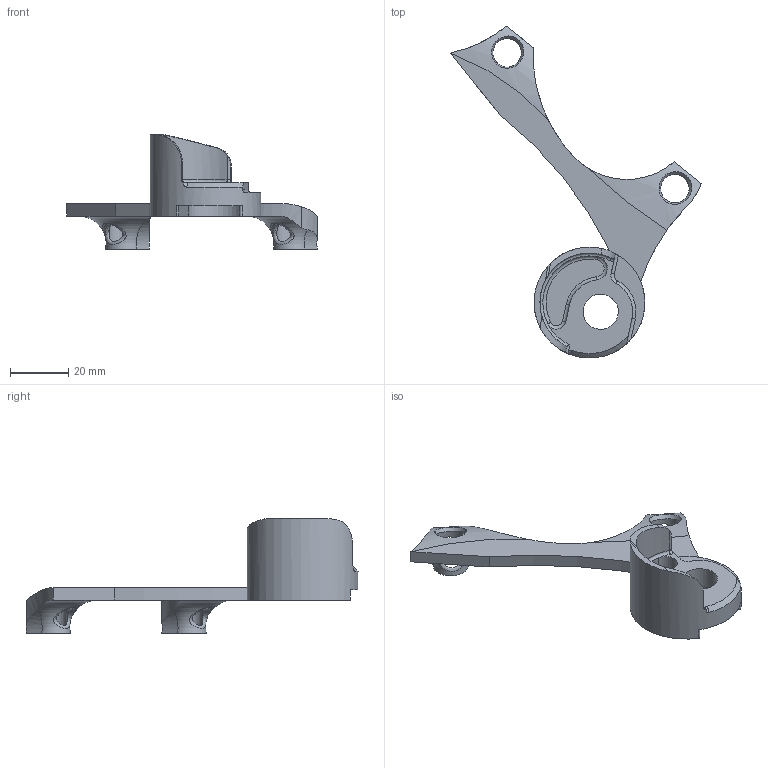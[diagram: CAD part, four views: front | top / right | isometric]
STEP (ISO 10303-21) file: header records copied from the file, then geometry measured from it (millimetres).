
FILE_DESCRIPTION (( 'STEP AP214' ), '1' );
FILE_NAME ('BK0016.STEP', '2013-09-23T19:23:28', ( '' ), ( '' ), 'SwSTEP 2.0', 'SolidWorks 2012', '' );
FILE_SCHEMA (( 'AUTOMOTIVE_DESIGN' ));
Length unit declared in the file: millimetre
Products named in the file (3): BK0016; DR0065L
Assembly tree (2 placements, depth 2):
  BK0016
    DR0065L
    BK0016
Bounding box: 86.1 x 114.1 x 39.34 mm (x, y, z)
Volume: 17989.2 mm3; surface area: 11726.5 mm2
Topology: 2 solids, 2 shells, 84 faces, 223 edges, 143 vertices
Faces by surface type: cylinder 39, plane 22, torus 12, bspline 7, cone 4
Full cylindrical faces by diameter (mm): 6.1 x2, 9.8 x2, 12.125 x1, 38.1 x1
Entity records: 6526 total; most frequent: CARTESIAN_POINT 4458, ORIENTED_EDGE 410, DIRECTION 394, EDGE_CURVE 205, AXIS2_PLACEMENT_3D 164, VERTEX_POINT 138, EDGE_LOOP 111, FACE_OUTER_BOUND 94
